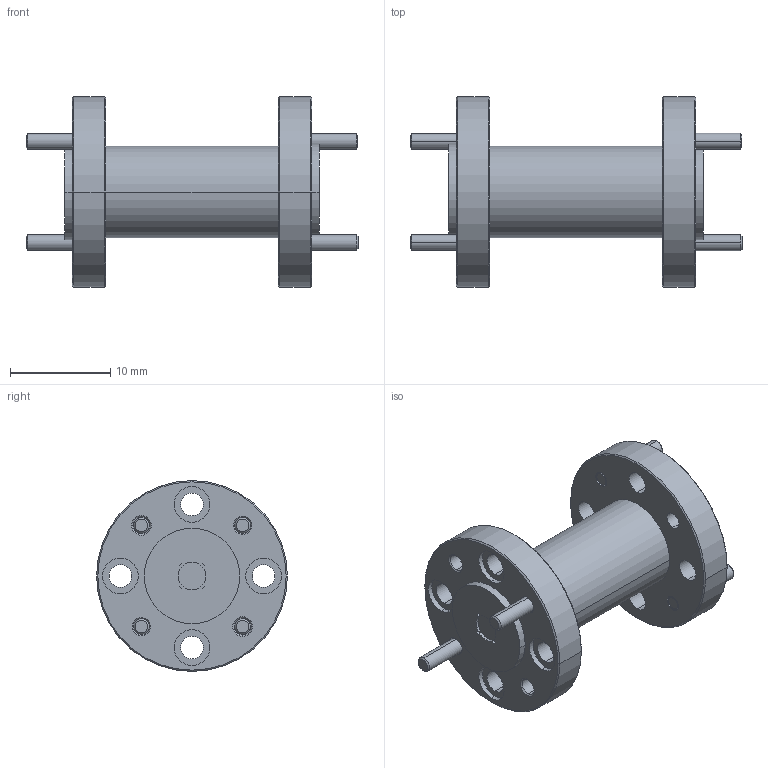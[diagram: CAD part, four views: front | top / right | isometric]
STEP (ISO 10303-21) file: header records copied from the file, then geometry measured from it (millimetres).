
FILE_DESCRIPTION (( 'STEP AP203' ), '1' );
FILE_NAME ('SAS-793-11012-F1.STEP', '2019-12-31T00:20:08', ( '' ), ( '' ), 'SwSTEP 2.0', 'SolidWorks 2016', '' );
FILE_SCHEMA (( 'CONFIG_CONTROL_DESIGN' ));
Length unit declared in the file: inch
Products named in the file (1): SAS-793-11012-F1
Bounding box: 33.15 x 19.05 x 19.05 mm (x, y, z)
Volume: 2996.5 mm3; surface area: 2342.5 mm2
Topology: 5 solids, 5 shells, 164 faces, 380 edges, 240 vertices
Faces by surface type: cylinder 76, plane 48, cone 40
Entity records: 4831 total; most frequent: DIRECTION 902, CARTESIAN_POINT 785, ORIENTED_EDGE 760, EDGE_CURVE 380, AXIS2_PLACEMENT_3D 357, VERTEX_POINT 240, EDGE_LOOP 210, CIRCLE 192
